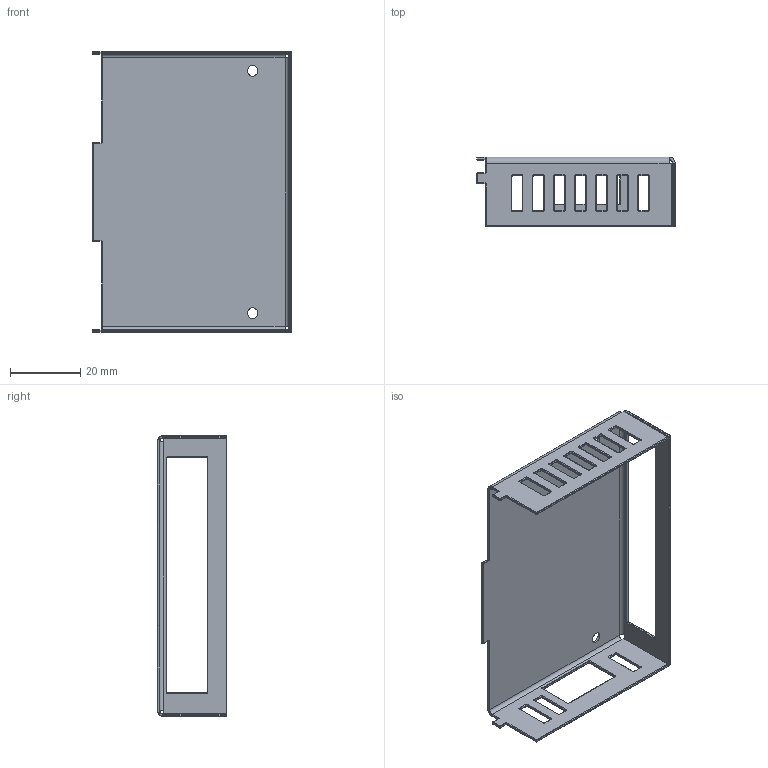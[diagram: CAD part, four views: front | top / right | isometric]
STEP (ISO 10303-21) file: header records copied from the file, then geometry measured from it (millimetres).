
FILE_DESCRIPTION (( 'STEP AP214' ), '1' );
FILE_NAME ('TB6600 Cover.STEP', '2018-05-06T10:21:33', ( '' ), ( '' ), 'SwSTEP 2.0', 'SolidWorks 2017', '' );
FILE_SCHEMA (( 'AUTOMOTIVE_DESIGN' ));
Length unit declared in the file: millimetre
Products named in the file (1): TB6600 Cover
Bounding box: 56.5 x 19.75 x 80 mm (x, y, z)
Volume: 4898.4 mm3; surface area: 13644 mm2
Topology: 1 solids, 1 shells, 448 faces, 1030 edges, 560 vertices
Faces by surface type: cylinder 220, torus 112, plane 88, sphere 24, cone 4
Entity records: 12384 total; most frequent: DIRECTION 2436, CARTESIAN_POINT 2039, ORIENTED_EDGE 2012, EDGE_CURVE 1006, AXIS2_PLACEMENT_3D 989, VERTEX_POINT 560, CIRCLE 540, EDGE_LOOP 476
